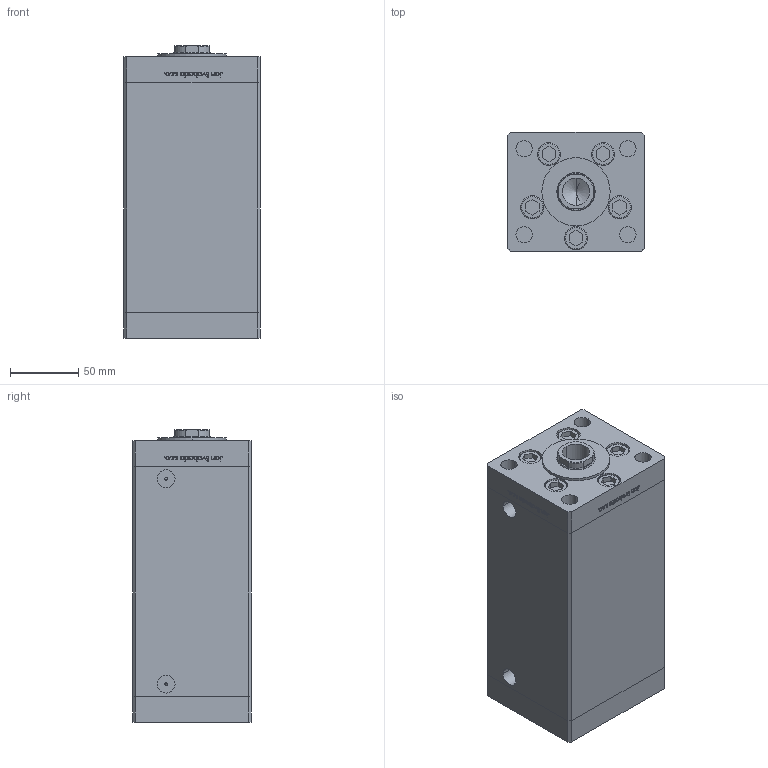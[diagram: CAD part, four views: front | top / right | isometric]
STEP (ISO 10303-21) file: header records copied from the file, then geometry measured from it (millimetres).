
FILE_DESCRIPTION (( 'STEP AP203' ), '1' );
FILE_NAME ('4565.STEP', '2020-10-09T01:02:45', ( '' ), ( '' ), 'SwSTEP 2.0', 'SolidWorks 2019', '' );
FILE_SCHEMA (( 'CONFIG_CONTROL_DESIGN' ));
Length unit declared in the file: millimetre
Products named in the file (6): V220C BACK_B 8212b39a0bd21b984027068124836a48; 4565; V220C_B_VC 8212b39a0bd21b984027068124836a48; V220C_FRONT_B 8212b39a0bd21b984027068124836a48; ALLEN BOLT 8212b39a0bd21b984027068124836a48; V220C_B MIDDLE 8212b39a0bd21b984027068124836a48
Assembly tree (14 placements, depth 2):
  4565
    V220C_B MIDDLE 8212b39a0bd21b984027068124836a48
    V220C_B_VC 8212b39a0bd21b984027068124836a48
    V220C BACK_B 8212b39a0bd21b984027068124836a48
    V220C_FRONT_B 8212b39a0bd21b984027068124836a48
    ALLEN BOLT 8212b39a0bd21b984027068124836a48  x10
Bounding box: 100 x 87 x 214.5 mm (x, y, z)
Volume: 1574610.9 mm3; surface area: 213772.3 mm2
Topology: 14 solids, 14 shells, 1175 faces, 2941 edges, 1929 vertices
Faces by surface type: bspline 484, plane 460, cylinder 143, cone 48, torus 40
Entity records: 51935 total; most frequent: CARTESIAN_POINT 30196, ORIENTED_EDGE 5050, DIRECTION 2797, EDGE_CURVE 2525, VERTEX_POINT 1677, VECTOR 1313, LINE 1313, EDGE_LOOP 1140
